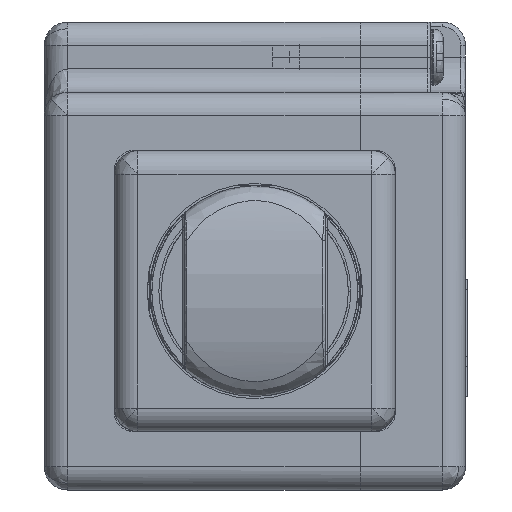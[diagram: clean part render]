
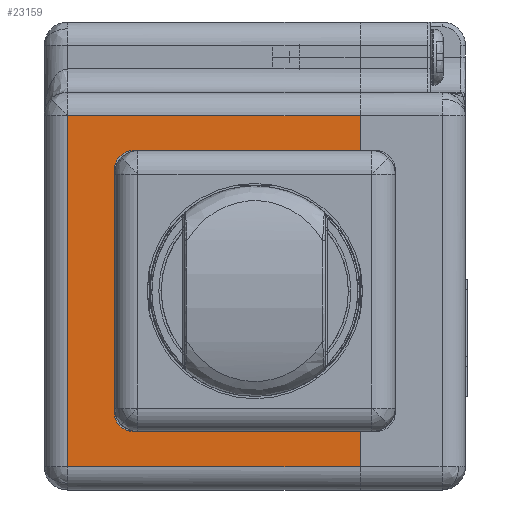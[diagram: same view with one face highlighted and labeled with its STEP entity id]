
A CAD part, front view. The second image highlights one B-rep face of the part: STEP entity #23159.
In plain terms, the highlighted planar face has unit normal (0, -1, 0).
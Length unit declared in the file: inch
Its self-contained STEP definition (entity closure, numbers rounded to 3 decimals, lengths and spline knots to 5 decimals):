
#895 = CARTESIAN_POINT ( 'NONE',  ( 0., -0.25984, -0.23622 ) ) ;
#1189 = CARTESIAN_POINT ( 'NONE',  ( 0.17717, -0.25984, -0.33465 ) ) ;
#1202 = VECTOR ( 'NONE', #37352, 39.37008 ) ;
#1245 = ORIENTED_EDGE ( 'NONE', *, *, #41596, .T. ) ;
#1377 = LINE ( 'NONE', #26025, #7685 ) ;
#1381 = EDGE_CURVE ( 'NONE', #32770, #37983, #5241, .T. ) ;
#2226 = ORIENTED_EDGE ( 'NONE', *, *, #45231, .T. ) ;
#2772 = EDGE_CURVE ( 'NONE', #10117, #35711, #38576, .T. ) ;
#3158 = ORIENTED_EDGE ( 'NONE', *, *, #2772, .T. ) ;
#4230 = LINE ( 'NONE', #20731, #1202 ) ;
#4721 = CARTESIAN_POINT ( 'NONE',  ( -0.31496, -0.25984, 0.33881 ) ) ;
#5241 = LINE ( 'NONE', #4721, #20187 ) ;
#5453 = CARTESIAN_POINT ( 'NONE',  ( 0., -0.25984, 0.29528 ) ) ;
#5975 = DIRECTION ( 'NONE',  ( 0., 0., 1. ) ) ;
#6235 = CARTESIAN_POINT ( 'NONE',  ( -0.23622, -0.25984, -0.33465 ) ) ;
#6824 = DIRECTION ( 'NONE',  ( 0., 0., 1. ) ) ;
#7062 = VECTOR ( 'NONE', #49760, 39.37008 ) ;
#7685 = VECTOR ( 'NONE', #22986, 39.37008 ) ;
#10117 = VERTEX_POINT ( 'NONE', #41940 ) ;
#13587 = CARTESIAN_POINT ( 'NONE',  ( 0.17717, -0.25984, 0.23622 ) ) ;
#14124 = DIRECTION ( 'NONE',  ( -1., 0., 0. ) ) ;
#15857 = CARTESIAN_POINT ( 'NONE',  ( -0.31496, -0.25984, 0.29528 ) ) ;
#16189 = CARTESIAN_POINT ( 'NONE',  ( 0., -0.25984, -0.33465 ) ) ;
#16504 = CARTESIAN_POINT ( 'NONE',  ( -0.23622, -0.25984, 0.20472 ) ) ;
#16630 = CARTESIAN_POINT ( 'NONE',  ( -0.20472, -0.25984, 0.23622 ) ) ;
#17249 = EDGE_CURVE ( 'NONE', #51673, #18472, #46229, .T. ) ;
#17430 = CARTESIAN_POINT ( 'NONE',  ( -0.20472, -0.25984, -0.23622 ) ) ;
#18208 = VECTOR ( 'NONE', #5975, 39.37008 ) ;
#18472 = VERTEX_POINT ( 'NONE', #32121 ) ;
#18871 = ORIENTED_EDGE ( 'NONE', *, *, #48729, .T. ) ;
#18961 = VECTOR ( 'NONE', #14124, 39.37008 ) ;
#19128 = ORIENTED_EDGE ( 'NONE', *, *, #1381, .F. ) ;
#19466 = ORIENTED_EDGE ( 'NONE', *, *, #51222, .T. ) ;
#20187 = VECTOR ( 'NONE', #42715, 39.37008 ) ;
#20532 = DIRECTION ( 'NONE',  ( 0., -1., 0. ) ) ;
#20731 = CARTESIAN_POINT ( 'NONE',  ( 0.17717, -0.25984, -0.33465 ) ) ;
#21676 = EDGE_CURVE ( 'NONE', #29146, #37983, #42644, .T. ) ;
#21695 = VECTOR ( 'NONE', #35282, 39.37008 ) ;
#22532 = AXIS2_PLACEMENT_3D ( 'NONE', #37332, #53063, #24250 ) ;
#22928 = CIRCLE ( 'NONE', #29037, 0.0315 ) ;
#22986 = DIRECTION ( 'NONE',  ( 1., 0., 0. ) ) ;
#23159 = ADVANCED_FACE ( 'NONE', ( #44743 ), #40150, .T. ) ;
#24250 = DIRECTION ( 'NONE',  ( 0., 0., 1. ) ) ;
#24504 = EDGE_LOOP ( 'NONE', ( #19466, #42634, #1245, #28917, #3158, #2226, #18871, #32668, #30496, #19128 ) ) ;
#24750 = CARTESIAN_POINT ( 'NONE',  ( -0.31496, -0.25984, -0.29528 ) ) ;
#26025 = CARTESIAN_POINT ( 'NONE',  ( 0., -0.25984, 0.23622 ) ) ;
#26548 = LINE ( 'NONE', #51559, #21695 ) ;
#28477 = VECTOR ( 'NONE', #36542, 39.37008 ) ;
#28917 = ORIENTED_EDGE ( 'NONE', *, *, #41216, .T. ) ;
#29037 = AXIS2_PLACEMENT_3D ( 'NONE', #30729, #47318, #6824 ) ;
#29137 = EDGE_CURVE ( 'NONE', #50096, #29146, #4230, .T. ) ;
#29146 = VERTEX_POINT ( 'NONE', #30492 ) ;
#30492 = CARTESIAN_POINT ( 'NONE',  ( 0.17717, -0.25984, 0.29528 ) ) ;
#30496 = ORIENTED_EDGE ( 'NONE', *, *, #21676, .T. ) ;
#30729 = CARTESIAN_POINT ( 'NONE',  ( -0.20472, -0.25984, 0.20472 ) ) ;
#32121 = CARTESIAN_POINT ( 'NONE',  ( 0.17717, -0.25984, -0.29528 ) ) ;
#32668 = ORIENTED_EDGE ( 'NONE', *, *, #29137, .T. ) ;
#32770 = VERTEX_POINT ( 'NONE', #24750 ) ;
#33151 = LINE ( 'NONE', #895, #7062 ) ;
#35282 = DIRECTION ( 'NONE',  ( 1., 0., 0. ) ) ;
#35711 = VERTEX_POINT ( 'NONE', #16504 ) ;
#36542 = DIRECTION ( 'NONE',  ( 0., 0., -1. ) ) ;
#37332 = CARTESIAN_POINT ( 'NONE',  ( -0.20472, -0.25984, -0.20472 ) ) ;
#37352 = DIRECTION ( 'NONE',  ( 0., 0., 1. ) ) ;
#37983 = VERTEX_POINT ( 'NONE', #15857 ) ;
#38576 = LINE ( 'NONE', #6235, #18208 ) ;
#39896 = VERTEX_POINT ( 'NONE', #16630 ) ;
#40150 = PLANE ( 'NONE',  #48063 ) ;
#41216 = EDGE_CURVE ( 'NONE', #41363, #10117, #46003, .T. ) ;
#41363 = VERTEX_POINT ( 'NONE', #17430 ) ;
#41596 = EDGE_CURVE ( 'NONE', #51673, #41363, #33151, .T. ) ;
#41940 = CARTESIAN_POINT ( 'NONE',  ( -0.23622, -0.25984, -0.20472 ) ) ;
#42634 = ORIENTED_EDGE ( 'NONE', *, *, #17249, .F. ) ;
#42644 = LINE ( 'NONE', #5453, #18961 ) ;
#42715 = DIRECTION ( 'NONE',  ( 0., 0., 1. ) ) ;
#43316 = CARTESIAN_POINT ( 'NONE',  ( 0.17717, -0.25984, -0.23622 ) ) ;
#44743 = FACE_OUTER_BOUND ( 'NONE', #24504, .T. ) ;
#45231 = EDGE_CURVE ( 'NONE', #35711, #39896, #22928, .T. ) ;
#46003 = CIRCLE ( 'NONE', #22532, 0.0315 ) ;
#46229 = LINE ( 'NONE', #1189, #28477 ) ;
#47318 = DIRECTION ( 'NONE',  ( 0., 1., 0. ) ) ;
#48063 = AXIS2_PLACEMENT_3D ( 'NONE', #16189, #20532, #52881 ) ;
#48729 = EDGE_CURVE ( 'NONE', #39896, #50096, #1377, .T. ) ;
#49760 = DIRECTION ( 'NONE',  ( -1., 0., 0. ) ) ;
#50096 = VERTEX_POINT ( 'NONE', #13587 ) ;
#51222 = EDGE_CURVE ( 'NONE', #32770, #18472, #26548, .T. ) ;
#51559 = CARTESIAN_POINT ( 'NONE',  ( 0., -0.25984, -0.29528 ) ) ;
#51673 = VERTEX_POINT ( 'NONE', #43316 ) ;
#52881 = DIRECTION ( 'NONE',  ( 0., 0., -1. ) ) ;
#53063 = DIRECTION ( 'NONE',  ( 0., 1., 0. ) ) ;
